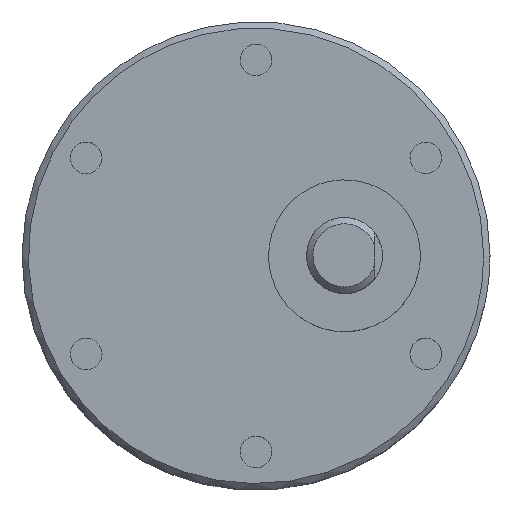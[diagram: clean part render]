
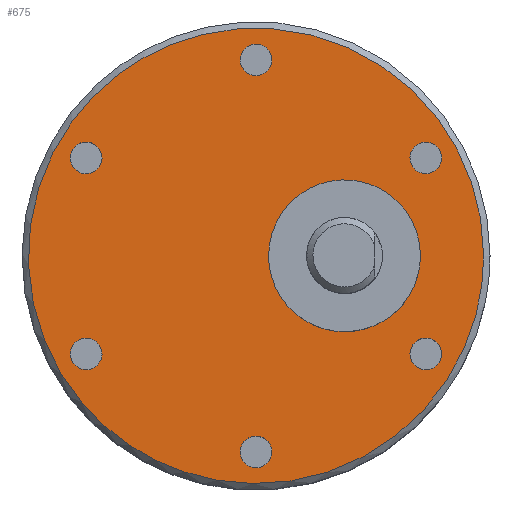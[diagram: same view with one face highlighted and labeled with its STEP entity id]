
A CAD part, top view. The second image highlights one B-rep face of the part: STEP entity #675.
In plain terms, the highlighted free-form (B-spline) face has degree [1, 1] with [2, 2] control points.
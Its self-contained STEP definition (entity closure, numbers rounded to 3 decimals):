
#34 = VERTEX_POINT('',#35);
#35 = CARTESIAN_POINT('',(11.9,8.213,0.));
#40 = EDGE_CURVE('',#34,#34,#41,.T.);
#41 = ( BOUNDED_CURVE() B_SPLINE_CURVE(2,(#42,#43,#44,#45,#46,#47,#48),
.UNSPECIFIED.,.T.,.F.) B_SPLINE_CURVE_WITH_KNOTS((1,2,2,2,2,1),(
    -2.094,0.,2.094,4.189,6.283,
8.378),.UNSPECIFIED.) CURVE() GEOMETRIC_REPRESENTATION_ITEM() 
RATIONAL_B_SPLINE_CURVE((1.,0.5,1.,0.5,1.,0.5,1.)) REPRESENTATION_ITEM(
  '') );
#42 = CARTESIAN_POINT('',(11.9,8.213,0.));
#43 = CARTESIAN_POINT('',(13.643,9.219,0.));
#44 = CARTESIAN_POINT('',(13.643,7.206,0.));
#45 = CARTESIAN_POINT('',(13.643,5.193,0.));
#46 = CARTESIAN_POINT('',(11.9,6.199,0.));
#47 = CARTESIAN_POINT('',(10.157,7.206,0.));
#48 = CARTESIAN_POINT('',(11.9,8.213,0.));
#91 = VERTEX_POINT('',#92);
#92 = CARTESIAN_POINT('',(13.062,-6.199,0.));
#97 = EDGE_CURVE('',#91,#91,#98,.T.);
#98 = ( BOUNDED_CURVE() B_SPLINE_CURVE(2,(#99,#100,#101,#102,#103,#104,
#105),.UNSPECIFIED.,.T.,.F.) B_SPLINE_CURVE_WITH_KNOTS((1,2,2,2,2,1),(
    -2.094,0.,2.094,4.189,6.283,
8.378),.UNSPECIFIED.) CURVE() GEOMETRIC_REPRESENTATION_ITEM() 
RATIONAL_B_SPLINE_CURVE((1.,0.5,1.,0.5,1.,0.5,1.)) REPRESENTATION_ITEM(
  '') );
#99 = CARTESIAN_POINT('',(13.062,-6.199,0.));
#100 = CARTESIAN_POINT('',(14.806,-7.206,0.));
#101 = CARTESIAN_POINT('',(13.062,-8.213,0.));
#102 = CARTESIAN_POINT('',(11.319,-9.219,0.));
#103 = CARTESIAN_POINT('',(11.319,-7.206,0.));
#104 = CARTESIAN_POINT('',(11.319,-5.193,0.));
#105 = CARTESIAN_POINT('',(13.062,-6.199,0.));
#148 = VERTEX_POINT('',#149);
#149 = CARTESIAN_POINT('',(1.162,-14.412,0.));
#154 = EDGE_CURVE('',#148,#148,#155,.T.);
#155 = ( BOUNDED_CURVE() B_SPLINE_CURVE(2,(#156,#157,#158,#159,#160,#161
,#162),.UNSPECIFIED.,.T.,.F.) B_SPLINE_CURVE_WITH_KNOTS((1,2,2,2,2,1),(
    -2.094,0.,2.094,4.189,6.283,
8.378),.UNSPECIFIED.) CURVE() GEOMETRIC_REPRESENTATION_ITEM() 
RATIONAL_B_SPLINE_CURVE((1.,0.5,1.,0.5,1.,0.5,1.)) REPRESENTATION_ITEM(
  '') );
#156 = CARTESIAN_POINT('',(1.162,-14.412,0.));
#157 = CARTESIAN_POINT('',(1.162,-16.425,0.));
#158 = CARTESIAN_POINT('',(-0.581,-15.419,0.));
#159 = CARTESIAN_POINT('',(-2.325,-14.412,0.));
#160 = CARTESIAN_POINT('',(-0.581,-13.405,0.));
#161 = CARTESIAN_POINT('',(1.162,-12.399,0.));
#162 = CARTESIAN_POINT('',(1.162,-14.412,0.));
#205 = VERTEX_POINT('',#206);
#206 = CARTESIAN_POINT('',(-11.9,-8.213,0.));
#211 = EDGE_CURVE('',#205,#205,#212,.T.);
#212 = ( BOUNDED_CURVE() B_SPLINE_CURVE(2,(#213,#214,#215,#216,#217,#218
,#219),.UNSPECIFIED.,.T.,.F.) B_SPLINE_CURVE_WITH_KNOTS((1,2,2,2,2,1),(
    -2.094,0.,2.094,4.189,6.283,
8.378),.UNSPECIFIED.) CURVE() GEOMETRIC_REPRESENTATION_ITEM() 
RATIONAL_B_SPLINE_CURVE((1.,0.5,1.,0.5,1.,0.5,1.)) REPRESENTATION_ITEM(
  '') );
#213 = CARTESIAN_POINT('',(-11.9,-8.213,0.));
#214 = CARTESIAN_POINT('',(-13.643,-9.219,0.));
#215 = CARTESIAN_POINT('',(-13.643,-7.206,0.));
#216 = CARTESIAN_POINT('',(-13.643,-5.193,0.));
#217 = CARTESIAN_POINT('',(-11.9,-6.199,0.));
#218 = CARTESIAN_POINT('',(-10.157,-7.206,0.));
#219 = CARTESIAN_POINT('',(-11.9,-8.213,0.));
#262 = VERTEX_POINT('',#263);
#263 = CARTESIAN_POINT('',(-13.062,6.199,0.));
#268 = EDGE_CURVE('',#262,#262,#269,.T.);
#269 = ( BOUNDED_CURVE() B_SPLINE_CURVE(2,(#270,#271,#272,#273,#274,#275
,#276),.UNSPECIFIED.,.T.,.F.) B_SPLINE_CURVE_WITH_KNOTS((1,2,2,2,2,1),(
    -2.094,0.,2.094,4.189,6.283,
8.378),.UNSPECIFIED.) CURVE() GEOMETRIC_REPRESENTATION_ITEM() 
RATIONAL_B_SPLINE_CURVE((1.,0.5,1.,0.5,1.,0.5,1.)) REPRESENTATION_ITEM(
  '') );
#270 = CARTESIAN_POINT('',(-13.062,6.199,0.));
#271 = CARTESIAN_POINT('',(-14.806,7.206,0.));
#272 = CARTESIAN_POINT('',(-13.062,8.213,0.));
#273 = CARTESIAN_POINT('',(-11.319,9.219,0.));
#274 = CARTESIAN_POINT('',(-11.319,7.206,0.));
#275 = CARTESIAN_POINT('',(-11.319,5.193,0.));
#276 = CARTESIAN_POINT('',(-13.062,6.199,0.));
#675 = ADVANCED_FACE('',(#676,#679,#682,#685,#688,#691,#705,#719),#733,
  .T.);
#676 = FACE_BOUND('',#677,.T.);
#677 = EDGE_LOOP('',(#678));
#678 = ORIENTED_EDGE('',*,*,#40,.T.);
#679 = FACE_BOUND('',#680,.T.);
#680 = EDGE_LOOP('',(#681));
#681 = ORIENTED_EDGE('',*,*,#97,.T.);
#682 = FACE_BOUND('',#683,.T.);
#683 = EDGE_LOOP('',(#684));
#684 = ORIENTED_EDGE('',*,*,#154,.T.);
#685 = FACE_BOUND('',#686,.T.);
#686 = EDGE_LOOP('',(#687));
#687 = ORIENTED_EDGE('',*,*,#211,.T.);
#688 = FACE_BOUND('',#689,.T.);
#689 = EDGE_LOOP('',(#690));
#690 = ORIENTED_EDGE('',*,*,#268,.T.);
#691 = FACE_BOUND('',#692,.T.);
#692 = EDGE_LOOP('',(#693));
#693 = ORIENTED_EDGE('',*,*,#694,.T.);
#694 = EDGE_CURVE('',#695,#695,#697,.T.);
#695 = VERTEX_POINT('',#696);
#696 = CARTESIAN_POINT('',(-1.162,14.412,0.));
#697 = ( BOUNDED_CURVE() B_SPLINE_CURVE(2,(#698,#699,#700,#701,#702,#703
,#704),.UNSPECIFIED.,.T.,.F.) B_SPLINE_CURVE_WITH_KNOTS((1,2,2,2,2,1),(
    -2.094,0.,2.094,4.189,6.283,
8.378),.UNSPECIFIED.) CURVE() GEOMETRIC_REPRESENTATION_ITEM() 
RATIONAL_B_SPLINE_CURVE((1.,0.5,1.,0.5,1.,0.5,1.)) REPRESENTATION_ITEM(
  '') );
#698 = CARTESIAN_POINT('',(-1.162,14.412,0.));
#699 = CARTESIAN_POINT('',(-1.162,16.425,0.));
#700 = CARTESIAN_POINT('',(0.581,15.419,0.));
#701 = CARTESIAN_POINT('',(2.325,14.412,0.));
#702 = CARTESIAN_POINT('',(0.581,13.405,0.));
#703 = CARTESIAN_POINT('',(-1.162,12.399,0.));
#704 = CARTESIAN_POINT('',(-1.162,14.412,0.));
#705 = FACE_BOUND('',#706,.T.);
#706 = EDGE_LOOP('',(#707));
#707 = ORIENTED_EDGE('',*,*,#708,.T.);
#708 = EDGE_CURVE('',#709,#709,#711,.T.);
#709 = VERTEX_POINT('',#710);
#710 = CARTESIAN_POINT('',(0.93,0.,0.));
#711 = ( BOUNDED_CURVE() B_SPLINE_CURVE(2,(#712,#713,#714,#715,#716,#717
,#718),.UNSPECIFIED.,.T.,.F.) B_SPLINE_CURVE_WITH_KNOTS((1,2,2,2,2,1),(
    -2.094,0.,2.094,4.189,6.283,
8.378),.UNSPECIFIED.) CURVE() GEOMETRIC_REPRESENTATION_ITEM() 
RATIONAL_B_SPLINE_CURVE((1.,0.5,1.,0.5,1.,0.5,1.)) REPRESENTATION_ITEM(
  '') );
#712 = CARTESIAN_POINT('',(0.93,0.,0.));
#713 = CARTESIAN_POINT('',(0.93,9.663,0.));
#714 = CARTESIAN_POINT('',(9.298,4.831,0.));
#715 = CARTESIAN_POINT('',(17.666,0.,0.));
#716 = CARTESIAN_POINT('',(9.298,-4.831,0.));
#717 = CARTESIAN_POINT('',(0.93,-9.663,0.));
#718 = CARTESIAN_POINT('',(0.93,0.,0.));
#719 = FACE_BOUND('',#720,.T.);
#720 = EDGE_LOOP('',(#721));
#721 = ORIENTED_EDGE('',*,*,#722,.T.);
#722 = EDGE_CURVE('',#723,#723,#725,.T.);
#723 = VERTEX_POINT('',#724);
#724 = CARTESIAN_POINT('',(16.736,0.,0.));
#725 = ( BOUNDED_CURVE() B_SPLINE_CURVE(2,(#726,#727,#728,#729,#730,#731
,#732),.UNSPECIFIED.,.T.,.F.) B_SPLINE_CURVE_WITH_KNOTS((1,2,2,2,2,1),(
    -2.094,0.,2.094,4.189,6.283,
8.378),.UNSPECIFIED.) CURVE() GEOMETRIC_REPRESENTATION_ITEM() 
RATIONAL_B_SPLINE_CURVE((1.,0.5,1.,0.5,1.,0.5,1.)) REPRESENTATION_ITEM(
  '') );
#726 = CARTESIAN_POINT('',(16.736,0.,0.));
#727 = CARTESIAN_POINT('',(16.736,28.988,0.));
#728 = CARTESIAN_POINT('',(-8.368,14.494,0.));
#729 = CARTESIAN_POINT('',(-33.473,0.,0.));
#730 = CARTESIAN_POINT('',(-8.368,-14.494,0.));
#731 = CARTESIAN_POINT('',(16.736,-28.988,0.));
#732 = CARTESIAN_POINT('',(16.736,0.,0.));
#733 = B_SPLINE_SURFACE_WITH_KNOTS('',1,1,(
    (#734,#735)
    ,(#736,#737
    )),.UNSPECIFIED.,.F.,.F.,.F.,(2,2),(2,2),(-27.25,8.75),(-18.,18.),
  .PIECEWISE_BEZIER_KNOTS.);
#734 = CARTESIAN_POINT('',(-16.736,-16.736,0.));
#735 = CARTESIAN_POINT('',(-16.736,16.736,0.));
#736 = CARTESIAN_POINT('',(16.736,-16.736,0.));
#737 = CARTESIAN_POINT('',(16.736,16.736,0.));
